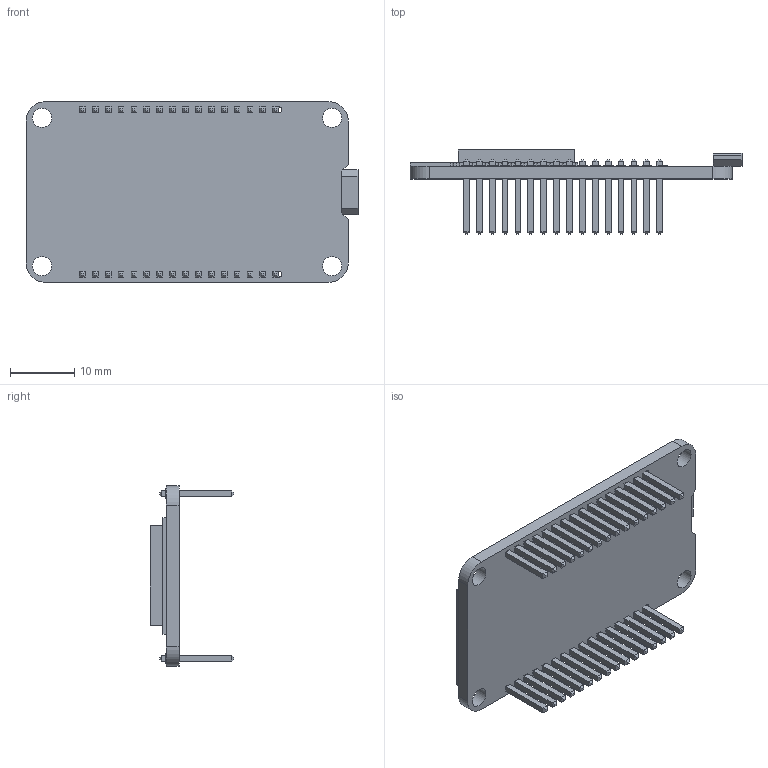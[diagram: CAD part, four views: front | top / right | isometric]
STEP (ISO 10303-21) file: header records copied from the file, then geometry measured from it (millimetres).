
FILE_DESCRIPTION(/* description */ (''),/* implementation_level */ '2;1');
FILE_NAME(/* name */ 'esp32 v2.step',/* time_stamp */ '2024-06-29T14:24:20+05:30',/* author */ (''),/* organization */ (''),/* preprocessor_version */ 'ST-DEVELOPER v20',/* originating_system */ 'Autodesk Translation Framework v13.14.0.145',/* authorisation */ '');
FILE_SCHEMA (('AUTOMOTIVE_DESIGN { 1 0 10303 214 3 1 1 }'));
Length unit declared in the file: millimetre
Products named in the file (2): esp32; Component3
Assembly tree (1 placements, depth 2):
  esp32
    Component3
Bounding box: 51.51 x 13 x 28 mm (x, y, z)
Volume: 3772.4 mm3; surface area: 6420.4 mm2
Topology: 36 solids, 36 shells, 734 faces, 1625 edges, 998 vertices
Faces by surface type: plane 611, cylinder 123
Full cylindrical faces by diameter (mm): 0.8 x1, 0.9 x32, 1.5 x30, 3 x4
Entity records: 19899 total; most frequent: CARTESIAN_POINT 3360, DIRECTION 3345, ORIENTED_EDGE 3250, EDGE_CURVE 1625, LINE 1379, VECTOR 1379, VERTEX_POINT 998, AXIS2_PLACEMENT_3D 983
